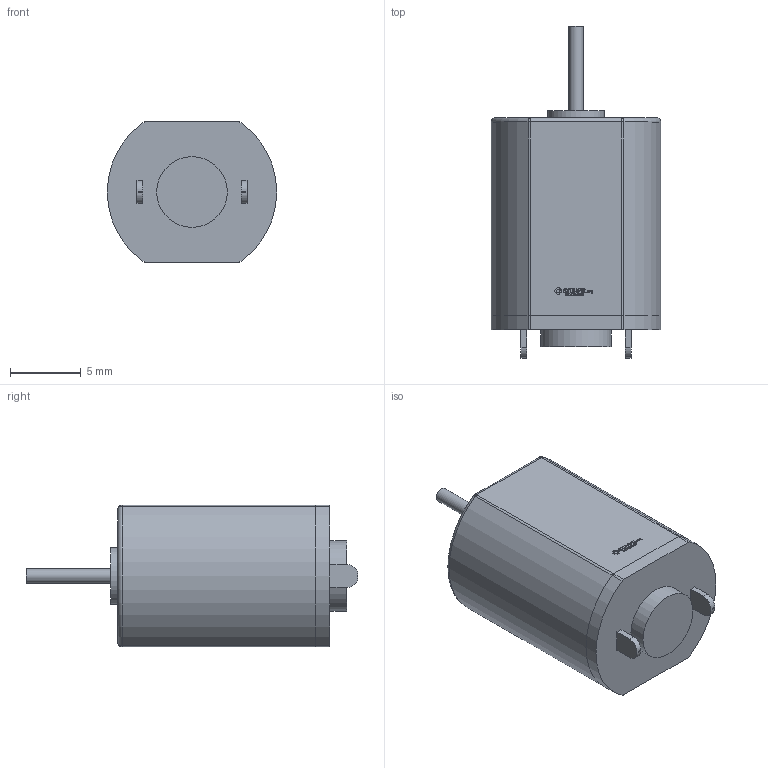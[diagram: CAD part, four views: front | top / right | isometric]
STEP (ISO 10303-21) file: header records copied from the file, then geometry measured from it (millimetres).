
FILE_DESCRIPTION(('FreeCAD Model'),'2;1');
FILE_NAME('Open CASCADE Shape Model','2023-10-28T21:37:39',(''),(''), 'Open CASCADE STEP processor 7.6','FreeCAD','Unknown');
FILE_SCHEMA(('AUTOMOTIVE_DESIGN { 1 0 10303 214 1 1 1 1 }'));
Length unit declared in the file: millimetre
Products named in the file (1): Motor DC BSD N20 D12xL15xH10xSFT-D1xSFT-L8mm - SPN-NPH-0005 
(stemfie.org)
Bounding box: 12 x 23.5 x 10 mm (x, y, z)
Volume: 1590.5 mm3; surface area: 844.5 mm2
Topology: 1 solids, 1 shells, 515 faces, 1403 edges, 926 vertices
Faces by surface type: plane 327, extrusion 158, cylinder 24, sphere 4, torus 2
Full cylindrical faces by diameter (mm): 1 x4, 4 x1, 5 x1
Entity records: 34444 total; most frequent: CARTESIAN_POINT 7255, DIRECTION 4481, VECTOR 3647, LINE 3489, ORIENTED_EDGE 2798, PCURVE 2798, DEFINITIONAL_REPRESENTATION 2798, EDGE_CURVE 1399
